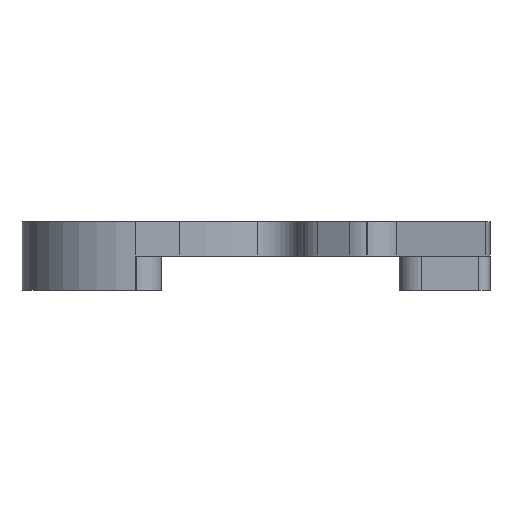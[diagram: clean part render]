
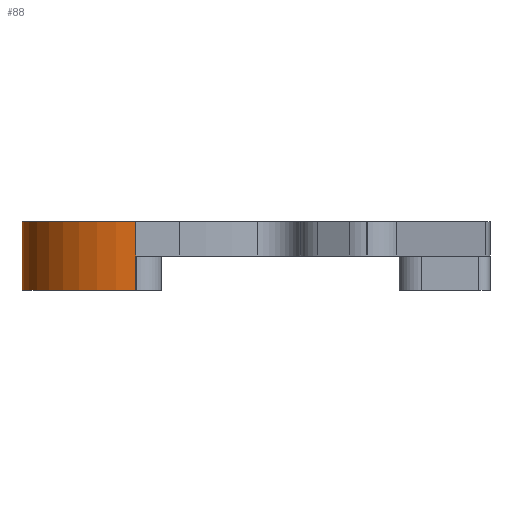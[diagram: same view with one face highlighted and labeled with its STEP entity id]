
A CAD part, front view. The second image highlights one B-rep face of the part: STEP entity #88.
In plain terms, the highlighted cylindrical face has radius 10 mm (diameter 20 mm), a partial arc.
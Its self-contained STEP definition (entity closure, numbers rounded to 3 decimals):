
#88 = ADVANCED_FACE ( 'NONE', ( #246 ), #362, .T. ) ;
#104 = DIRECTION ( 'NONE',  ( 0., 0., -1. ) ) ;
#150 = LINE ( 'NONE', #1687, #1571 ) ;
#204 = ORIENTED_EDGE ( 'NONE', *, *, #487, .F. ) ;
#223 = CARTESIAN_POINT ( 'NONE',  ( 3.562, 4.274, -6. ) ) ;
#224 = DIRECTION ( 'NONE',  ( 1., 0., 0. ) ) ;
#237 = DIRECTION ( 'NONE',  ( -1., 0., 0. ) ) ;
#246 = FACE_OUTER_BOUND ( 'NONE', #1304, .T. ) ;
#255 = VECTOR ( 'NONE', #581, 1000. ) ;
#305 = EDGE_CURVE ( 'NONE', #721, #1575, #150, .T. ) ;
#309 = CIRCLE ( 'NONE', #1448, 10. ) ;
#362 = CYLINDRICAL_SURFACE ( 'NONE', #1493, 10. ) ;
#429 = ORIENTED_EDGE ( 'NONE', *, *, #1467, .F. ) ;
#487 = EDGE_CURVE ( 'NONE', #1575, #1273, #1789, .T. ) ;
#581 = DIRECTION ( 'NONE',  ( 0., 0., 1. ) ) ;
#676 = ORIENTED_EDGE ( 'NONE', *, *, #305, .F. ) ;
#721 = VERTEX_POINT ( 'NONE', #1093 ) ;
#730 = CARTESIAN_POINT ( 'NONE',  ( -6.438, 4.274, 0. ) ) ;
#808 = CARTESIAN_POINT ( 'NONE',  ( 3.562, -5.726, -6. ) ) ;
#901 = DIRECTION ( 'NONE',  ( 0., 0., 1. ) ) ;
#917 = AXIS2_PLACEMENT_3D ( 'NONE', #223, #1176, #1751 ) ;
#1093 = CARTESIAN_POINT ( 'NONE',  ( 3.562, -5.726, 0. ) ) ;
#1176 = DIRECTION ( 'NONE',  ( 0., 0., -1. ) ) ;
#1273 = VERTEX_POINT ( 'NONE', #1292 ) ;
#1292 = CARTESIAN_POINT ( 'NONE',  ( -6.438, 4.274, -6. ) ) ;
#1304 = EDGE_LOOP ( 'NONE', ( #429, #1470, #204, #676 ) ) ;
#1307 = EDGE_CURVE ( 'NONE', #1273, #1442, #1724, .T. ) ;
#1351 = CARTESIAN_POINT ( 'NONE',  ( 3.562, 4.274, 0. ) ) ;
#1415 = DIRECTION ( 'NONE',  ( 0., 0., -1. ) ) ;
#1442 = VERTEX_POINT ( 'NONE', #1613 ) ;
#1448 = AXIS2_PLACEMENT_3D ( 'NONE', #1495, #901, #224 ) ;
#1467 = EDGE_CURVE ( 'NONE', #1442, #721, #309, .T. ) ;
#1470 = ORIENTED_EDGE ( 'NONE', *, *, #1307, .F. ) ;
#1493 = AXIS2_PLACEMENT_3D ( 'NONE', #1351, #104, #237 ) ;
#1495 = CARTESIAN_POINT ( 'NONE',  ( 3.562, 4.274, 0. ) ) ;
#1571 = VECTOR ( 'NONE', #1415, 1000. ) ;
#1575 = VERTEX_POINT ( 'NONE', #808 ) ;
#1613 = CARTESIAN_POINT ( 'NONE',  ( -6.438, 4.274, 0. ) ) ;
#1687 = CARTESIAN_POINT ( 'NONE',  ( 3.562, -5.726, 0. ) ) ;
#1724 = LINE ( 'NONE', #730, #255 ) ;
#1751 = DIRECTION ( 'NONE',  ( -1., 0., 0. ) ) ;
#1789 = CIRCLE ( 'NONE', #917, 10. ) ;
